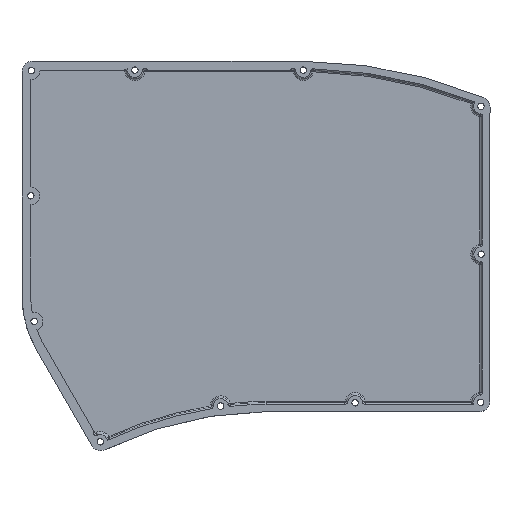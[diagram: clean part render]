
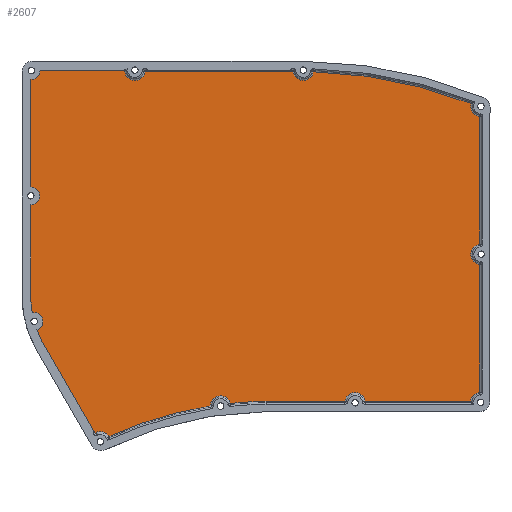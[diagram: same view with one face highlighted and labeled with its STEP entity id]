
A CAD part, top view. The second image highlights one B-rep face of the part: STEP entity #2607.
In plain terms, the highlighted planar face has unit normal (0, 0, 1).
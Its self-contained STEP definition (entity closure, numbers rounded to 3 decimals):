
#188=LINE('',#4471,#339);
#191=LINE('',#4487,#342);
#192=LINE('',#4489,#343);
#193=LINE('',#4494,#344);
#194=LINE('',#4504,#345);
#195=LINE('',#4508,#346);
#196=LINE('',#4512,#347);
#197=LINE('',#4516,#348);
#198=LINE('',#4524,#349);
#339=VECTOR('',#3408,10.);
#342=VECTOR('',#3415,10.);
#343=VECTOR('',#3418,10.);
#344=VECTOR('',#3423,10.);
#345=VECTOR('',#3432,10.);
#346=VECTOR('',#3435,0.5);
#347=VECTOR('',#3438,10.);
#348=VECTOR('',#3441,10.);
#349=VECTOR('',#3448,10.);
#563=FACE_OUTER_BOUND('',#758,.T.);
#758=EDGE_LOOP('',(#1962,#1963,#1964,#1965,#1966,#1967,#1968,#1969,#1970,
#1971,#1972,#1973,#1974,#1975,#1976,#1977,#1978,#1979,#1980,#1981,#1982,
#1983,#1984,#1985,#1986));
#974=CIRCLE('',#2858,3.);
#975=CIRCLE('',#2860,3.);
#976=CIRCLE('',#2862,3.);
#978=CIRCLE('',#2867,33.065);
#979=CIRCLE('',#2868,33.065);
#980=CIRCLE('',#2869,3.5);
#981=CIRCLE('',#2870,132.682);
#982=CIRCLE('',#2871,3.5);
#983=CIRCLE('',#2872,132.682);
#984=CIRCLE('',#2873,3.5);
#985=CIRCLE('',#2874,3.5);
#986=CIRCLE('',#2875,3.5);
#987=CIRCLE('',#2876,3.5);
#988=CIRCLE('',#2877,158.423);
#989=CIRCLE('',#2878,3.5);
#990=CIRCLE('',#2879,3.5);
#1228=VERTEX_POINT('',#4452);
#1229=VERTEX_POINT('',#4454);
#1230=VERTEX_POINT('',#4458);
#1231=VERTEX_POINT('',#4460);
#1232=VERTEX_POINT('',#4464);
#1233=VERTEX_POINT('',#4466);
#1234=VERTEX_POINT('',#4470);
#1237=VERTEX_POINT('',#4485);
#1238=VERTEX_POINT('',#4491);
#1239=VERTEX_POINT('',#4493);
#1240=VERTEX_POINT('',#4495);
#1241=VERTEX_POINT('',#4497);
#1242=VERTEX_POINT('',#4499);
#1243=VERTEX_POINT('',#4501);
#1244=VERTEX_POINT('',#4503);
#1245=VERTEX_POINT('',#4505);
#1246=VERTEX_POINT('',#4507);
#1247=VERTEX_POINT('',#4509);
#1248=VERTEX_POINT('',#4511);
#1249=VERTEX_POINT('',#4513);
#1250=VERTEX_POINT('',#4515);
#1251=VERTEX_POINT('',#4517);
#1252=VERTEX_POINT('',#4519);
#1253=VERTEX_POINT('',#4521);
#1254=VERTEX_POINT('',#4523);
#1488=EDGE_CURVE('',#1228,#1229,#974,.T.);
#1491=EDGE_CURVE('',#1230,#1231,#975,.T.);
#1494=EDGE_CURVE('',#1232,#1233,#976,.T.);
#1495=EDGE_CURVE('',#1234,#1228,#188,.T.);
#1500=EDGE_CURVE('',#1237,#1231,#191,.T.);
#1501=EDGE_CURVE('',#1230,#1229,#192,.T.);
#1502=EDGE_CURVE('',#1232,#1237,#978,.T.);
#1503=EDGE_CURVE('',#1238,#1233,#979,.T.);
#1504=EDGE_CURVE('',#1239,#1238,#193,.T.);
#1505=EDGE_CURVE('',#1240,#1239,#980,.T.);
#1506=EDGE_CURVE('',#1240,#1241,#981,.T.);
#1507=EDGE_CURVE('',#1241,#1242,#982,.T.);
#1508=EDGE_CURVE('',#1242,#1243,#983,.T.);
#1509=EDGE_CURVE('',#1243,#1244,#194,.T.);
#1510=EDGE_CURVE('',#1244,#1245,#984,.T.);
#1511=EDGE_CURVE('',#1245,#1246,#195,.T.);
#1512=EDGE_CURVE('',#1247,#1246,#985,.T.);
#1513=EDGE_CURVE('',#1248,#1247,#196,.T.);
#1514=EDGE_CURVE('',#1249,#1248,#986,.T.);
#1515=EDGE_CURVE('',#1250,#1249,#197,.T.);
#1516=EDGE_CURVE('',#1251,#1250,#987,.T.);
#1517=EDGE_CURVE('',#1251,#1252,#988,.T.);
#1518=EDGE_CURVE('',#1252,#1253,#989,.T.);
#1519=EDGE_CURVE('',#1253,#1254,#198,.T.);
#1520=EDGE_CURVE('',#1234,#1254,#990,.T.);
#1962=ORIENTED_EDGE('',*,*,#1488,.T.);
#1963=ORIENTED_EDGE('',*,*,#1501,.F.);
#1964=ORIENTED_EDGE('',*,*,#1491,.T.);
#1965=ORIENTED_EDGE('',*,*,#1500,.F.);
#1966=ORIENTED_EDGE('',*,*,#1502,.F.);
#1967=ORIENTED_EDGE('',*,*,#1494,.T.);
#1968=ORIENTED_EDGE('',*,*,#1503,.F.);
#1969=ORIENTED_EDGE('',*,*,#1504,.F.);
#1970=ORIENTED_EDGE('',*,*,#1505,.F.);
#1971=ORIENTED_EDGE('',*,*,#1506,.T.);
#1972=ORIENTED_EDGE('',*,*,#1507,.T.);
#1973=ORIENTED_EDGE('',*,*,#1508,.T.);
#1974=ORIENTED_EDGE('',*,*,#1509,.T.);
#1975=ORIENTED_EDGE('',*,*,#1510,.T.);
#1976=ORIENTED_EDGE('',*,*,#1511,.T.);
#1977=ORIENTED_EDGE('',*,*,#1512,.F.);
#1978=ORIENTED_EDGE('',*,*,#1513,.F.);
#1979=ORIENTED_EDGE('',*,*,#1514,.F.);
#1980=ORIENTED_EDGE('',*,*,#1515,.F.);
#1981=ORIENTED_EDGE('',*,*,#1516,.F.);
#1982=ORIENTED_EDGE('',*,*,#1517,.T.);
#1983=ORIENTED_EDGE('',*,*,#1518,.T.);
#1984=ORIENTED_EDGE('',*,*,#1519,.T.);
#1985=ORIENTED_EDGE('',*,*,#1520,.F.);
#1986=ORIENTED_EDGE('',*,*,#1495,.T.);
#2563=PLANE('',#2866);
#2607=ADVANCED_FACE('',(#563),#2563,.T.);
#2858=AXIS2_PLACEMENT_3D('',#4456,#3392,#3393);
#2860=AXIS2_PLACEMENT_3D('',#4462,#3398,#3399);
#2862=AXIS2_PLACEMENT_3D('',#4468,#3404,#3405);
#2866=AXIS2_PLACEMENT_3D('',#4488,#3416,#3417);
#2867=AXIS2_PLACEMENT_3D('',#4490,#3419,#3420);
#2868=AXIS2_PLACEMENT_3D('',#4492,#3421,#3422);
#2869=AXIS2_PLACEMENT_3D('',#4496,#3424,#3425);
#2870=AXIS2_PLACEMENT_3D('',#4498,#3426,#3427);
#2871=AXIS2_PLACEMENT_3D('',#4500,#3428,#3429);
#2872=AXIS2_PLACEMENT_3D('',#4502,#3430,#3431);
#2873=AXIS2_PLACEMENT_3D('',#4506,#3433,#3434);
#2874=AXIS2_PLACEMENT_3D('',#4510,#3436,#3437);
#2875=AXIS2_PLACEMENT_3D('',#4514,#3439,#3440);
#2876=AXIS2_PLACEMENT_3D('',#4518,#3442,#3443);
#2877=AXIS2_PLACEMENT_3D('',#4520,#3444,#3445);
#2878=AXIS2_PLACEMENT_3D('',#4522,#3446,#3447);
#2879=AXIS2_PLACEMENT_3D('',#4525,#3449,#3450);
#3392=DIRECTION('center_axis',(0.,0.,-1.));
#3393=DIRECTION('ref_axis',(-1.,0.,0.));
#3398=DIRECTION('center_axis',(0.,0.,-1.));
#3399=DIRECTION('ref_axis',(-1.,0.,0.));
#3404=DIRECTION('center_axis',(0.,0.,-1.));
#3405=DIRECTION('ref_axis',(-1.,0.,0.));
#3408=DIRECTION('',(-1.,0.,0.));
#3415=DIRECTION('',(0.,1.,0.));
#3416=DIRECTION('center_axis',(0.,0.,1.));
#3417=DIRECTION('ref_axis',(-1.,0.,0.));
#3418=DIRECTION('',(0.,1.,0.));
#3419=DIRECTION('center_axis',(0.,0.,-1.));
#3420=DIRECTION('ref_axis',(-0.966,-0.259,0.));
#3421=DIRECTION('center_axis',(0.,0.,-1.));
#3422=DIRECTION('ref_axis',(-0.966,-0.259,0.));
#3423=DIRECTION('',(-0.5,0.866,0.));
#3424=DIRECTION('center_axis',(0.,0.,1.));
#3425=DIRECTION('ref_axis',(0.295,0.956,0.));
#3426=DIRECTION('center_axis',(0.,0.,-1.));
#3427=DIRECTION('ref_axis',(-1.,0.,0.));
#3428=DIRECTION('center_axis',(0.,0.,-1.));
#3429=DIRECTION('ref_axis',(-0.129,0.992,0.));
#3430=DIRECTION('center_axis',(0.,0.,-1.));
#3431=DIRECTION('ref_axis',(-0.059,0.998,0.));
#3432=DIRECTION('',(1.,0.,0.));
#3433=DIRECTION('center_axis',(0.,0.,-1.));
#3434=DIRECTION('ref_axis',(0.,1.,0.));
#3435=DIRECTION('',(1.,0.,0.));
#3436=DIRECTION('center_axis',(0.,0.,1.));
#3437=DIRECTION('ref_axis',(-0.707,0.707,0.));
#3438=DIRECTION('',(0.,-1.,0.));
#3439=DIRECTION('center_axis',(0.,0.,1.));
#3440=DIRECTION('ref_axis',(-1.,0.,0.));
#3441=DIRECTION('',(0.,-1.,0.));
#3442=DIRECTION('center_axis',(0.,0.,1.));
#3443=DIRECTION('ref_axis',(-0.83,-0.558,0.));
#3444=DIRECTION('center_axis',(0.,0.,1.));
#3445=DIRECTION('ref_axis',(1.,0.,0.));
#3446=DIRECTION('center_axis',(0.,0.,-1.));
#3447=DIRECTION('ref_axis',(-0.006,-1.,0.));
#3448=DIRECTION('',(-1.,0.,0.));
#3449=DIRECTION('center_axis',(0.,0.,1.));
#3450=DIRECTION('ref_axis',(-0.881,-0.473,0.));
#4452=CARTESIAN_POINT('',(-161.324,-14.398,3.2));
#4454=CARTESIAN_POINT('',(-164.467,-17.541,3.2));
#4456=CARTESIAN_POINT('Origin',(-164.32,-14.544,3.2));
#4458=CARTESIAN_POINT('',(-164.467,-54.208,3.2));
#4460=CARTESIAN_POINT('',(-164.467,-60.208,3.2));
#4462=CARTESIAN_POINT('Origin',(-164.467,-57.208,3.2));
#4464=CARTESIAN_POINT('',(-163.984,-97.088,3.2));
#4466=CARTESIAN_POINT('',(-162.432,-102.877,3.2));
#4468=CARTESIAN_POINT('Origin',(-163.339,-100.018,3.2));
#4470=CARTESIAN_POINT('',(-132.5,-14.398,3.2));
#4471=CARTESIAN_POINT('',(-122.609,-14.398,3.2));
#4485=CARTESIAN_POINT('',(-164.467,-91.456,3.2));
#4487=CARTESIAN_POINT('',(-164.467,-67.966,3.2));
#4488=CARTESIAN_POINT('Origin',(-86.454,-77.725,3.2));
#4489=CARTESIAN_POINT('',(-164.467,-67.966,3.2));
#4490=CARTESIAN_POINT('Origin',(-131.402,-91.456,3.2));
#4491=CARTESIAN_POINT('',(-160.033,-107.995,3.2));
#4492=CARTESIAN_POINT('Origin',(-131.402,-91.456,3.2));
#4493=CARTESIAN_POINT('',(-142.661,-138.069,3.2));
#4494=CARTESIAN_POINT('',(-148.572,-127.835,3.2));
#4495=CARTESIAN_POINT('',(-137.814,-139.198,3.2));
#4496=CARTESIAN_POINT('Origin',(-140.796,-141.03,3.2));
#4497=CARTESIAN_POINT('',(-103.31,-128.833,3.2));
#4498=CARTESIAN_POINT('Origin',(-82.743,-259.911,3.2));
#4499=CARTESIAN_POINT('',(-96.427,-127.936,3.2));
#4500=CARTESIAN_POINT('Origin',(-99.81,-128.835,3.2));
#4501=CARTESIAN_POINT('',(-84.321,-127.238,3.2));
#4502=CARTESIAN_POINT('Origin',(-82.743,-259.911,3.2));
#4503=CARTESIAN_POINT('',(-57.417,-127.239,3.2));
#4504=CARTESIAN_POINT('',(-85.387,-127.238,3.2));
#4505=CARTESIAN_POINT('',(-50.489,-127.239,3.2));
#4506=CARTESIAN_POINT('Origin',(-53.953,-127.739,3.2));
#4507=CARTESIAN_POINT('',(-14.629,-127.24,3.2));
#4508=CARTESIAN_POINT('',(-68.704,-127.239,3.2));
#4509=CARTESIAN_POINT('',(-11.5,-124.111,3.2));
#4510=CARTESIAN_POINT('Origin',(-11.146,-127.593,3.2));
#4511=CARTESIAN_POINT('',(-11.5,-80.57,3.2));
#4512=CARTESIAN_POINT('',(-11.5,-96.165,3.2));
#4513=CARTESIAN_POINT('',(-11.5,-73.642,3.2));
#4514=CARTESIAN_POINT('Origin',(-11.,-77.106,3.2));
#4515=CARTESIAN_POINT('',(-11.5,-30.172,3.2));
#4516=CARTESIAN_POINT('',(-11.5,-101.161,3.2));
#4517=CARTESIAN_POINT('',(-14.46,-25.78,3.2));
#4518=CARTESIAN_POINT('Origin',(-11.082,-26.697,3.2));
#4519=CARTESIAN_POINT('',(-68.178,-14.947,3.2));
#4520=CARTESIAN_POINT('Origin',(-72.164,-173.32,3.2));
#4521=CARTESIAN_POINT('',(-75.099,-14.898,3.2));
#4522=CARTESIAN_POINT('Origin',(-71.635,-14.398,3.2));
#4523=CARTESIAN_POINT('',(-125.536,-14.898,3.2));
#4524=CARTESIAN_POINT('',(-80.545,-14.898,3.2));
#4525=CARTESIAN_POINT('Origin',(-129.,-14.398,3.2));
